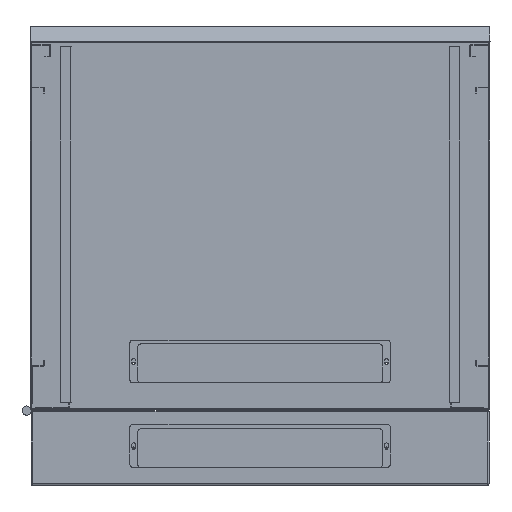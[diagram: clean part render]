
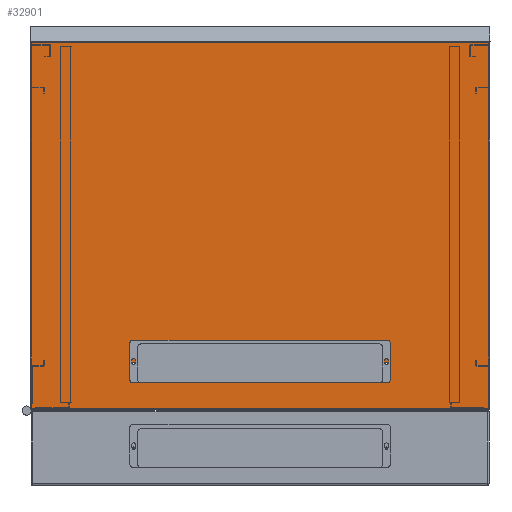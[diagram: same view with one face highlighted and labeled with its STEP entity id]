
A CAD part, front view. The second image highlights one B-rep face of the part: STEP entity #32901.
In plain terms, the highlighted face is planar.
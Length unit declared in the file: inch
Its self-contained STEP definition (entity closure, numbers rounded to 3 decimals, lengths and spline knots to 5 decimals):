
#845 = ORIENTED_EDGE ( 'NONE', *, *, #31157, .T. ) ;
#1026 = CARTESIAN_POINT ( 'NONE',  ( -11.76378, 7.28346, 0.06693 ) ) ;
#1044 = DIRECTION ( 'NONE',  ( 0., 0., 1. ) ) ;
#1133 = VECTOR ( 'NONE', #3018, 39.37008 ) ;
#1174 = AXIS2_PLACEMENT_3D ( 'NONE', #45419, #19160, #1044 ) ;
#2227 = VERTEX_POINT ( 'NONE', #31100 ) ;
#2314 = EDGE_CURVE ( 'NONE', #43917, #36845, #53345, .T. ) ;
#2833 = VECTOR ( 'NONE', #28056, 39.37008 ) ;
#3018 = DIRECTION ( 'NONE',  ( 0., 0., 1. ) ) ;
#3934 = VECTOR ( 'NONE', #56501, 39.37008 ) ;
#4518 = CARTESIAN_POINT ( 'NONE',  ( 6.29921, 7.28346, 0. ) ) ;
#4694 = CARTESIAN_POINT ( 'NONE',  ( 6.10236, 7.28346, 1.35827 ) ) ;
#5064 = EDGE_LOOP ( 'NONE', ( #50931, #845 ) ) ;
#5273 = ORIENTED_EDGE ( 'NONE', *, *, #2314, .T. ) ;
#5660 = CIRCLE ( 'NONE', #49828, 0.19685 ) ;
#8035 = CARTESIAN_POINT ( 'NONE',  ( 6.49606, 7.28346, 2.4252 ) ) ;
#8578 = ORIENTED_EDGE ( 'NONE', *, *, #36879, .T. ) ;
#8583 = CARTESIAN_POINT ( 'NONE',  ( -6.10236, 7.28346, 3.36614 ) ) ;
#9573 = ORIENTED_EDGE ( 'NONE', *, *, #54309, .T. ) ;
#10325 = AXIS2_PLACEMENT_3D ( 'NONE', #37335, #15695, #23770 ) ;
#11423 = VERTEX_POINT ( 'NONE', #8035 ) ;
#12114 = ORIENTED_EDGE ( 'NONE', *, *, #35819, .T. ) ;
#13029 = FACE_BOUND ( 'NONE', #42668, .T. ) ;
#13113 = LINE ( 'NONE', #22049, #2833 ) ;
#13891 = VECTOR ( 'NONE', #31769, 39.37008 ) ;
#14576 = CARTESIAN_POINT ( 'NONE',  ( -6.10236, 7.28346, 3.16929 ) ) ;
#15154 = CARTESIAN_POINT ( 'NONE',  ( -11.74409, 7.28346, 0. ) ) ;
#15695 = DIRECTION ( 'NONE',  ( 0., -1., 0. ) ) ;
#16402 = AXIS2_PLACEMENT_3D ( 'NONE', #56350, #42259, #20881 ) ;
#16756 = CARTESIAN_POINT ( 'NONE',  ( 11.74409, 7.28346, 0.06693 ) ) ;
#17072 = VERTEX_POINT ( 'NONE', #39823 ) ;
#17301 = LINE ( 'NONE', #26568, #3934 ) ;
#17341 = DIRECTION ( 'NONE',  ( 0., 0., -1. ) ) ;
#17603 = VERTEX_POINT ( 'NONE', #36187 ) ;
#17840 = VERTEX_POINT ( 'NONE', #55725 ) ;
#18363 = LINE ( 'NONE', #4518, #46834 ) ;
#18456 = LINE ( 'NONE', #39846, #13891 ) ;
#18597 = DIRECTION ( 'NONE',  ( -1., 0., 0. ) ) ;
#19160 = DIRECTION ( 'NONE',  ( 0., -1., 0. ) ) ;
#19616 = ORIENTED_EDGE ( 'NONE', *, *, #56837, .T. ) ;
#19819 = VERTEX_POINT ( 'NONE', #56810 ) ;
#19900 = DIRECTION ( 'NONE',  ( 0., 0., 1. ) ) ;
#20816 = ORIENTED_EDGE ( 'NONE', *, *, #24017, .T. ) ;
#20881 = DIRECTION ( 'NONE',  ( 0., 0., 1. ) ) ;
#22049 = CARTESIAN_POINT ( 'NONE',  ( -11.76378, 7.28346, 3.36614 ) ) ;
#22673 = DIRECTION ( 'NONE',  ( 0., 0., 1. ) ) ;
#22920 = LINE ( 'NONE', #1026, #39916 ) ;
#23087 = DIRECTION ( 'NONE',  ( 0., 0., 1. ) ) ;
#23477 = CARTESIAN_POINT ( 'NONE',  ( 6.10236, 7.28346, 3.36614 ) ) ;
#23770 = DIRECTION ( 'NONE',  ( 0., 0., 1. ) ) ;
#24017 = EDGE_CURVE ( 'NONE', #17072, #36694, #47570, .T. ) ;
#24469 = LINE ( 'NONE', #55301, #41253 ) ;
#24489 = ORIENTED_EDGE ( 'NONE', *, *, #41082, .T. ) ;
#24968 = LINE ( 'NONE', #15154, #1133 ) ;
#25073 = CARTESIAN_POINT ( 'NONE',  ( -11.74409, 7.28346, 0.06693 ) ) ;
#26342 = FACE_BOUND ( 'NONE', #41691, .T. ) ;
#26568 = CARTESIAN_POINT ( 'NONE',  ( -6.29921, 7.28346, 0. ) ) ;
#26966 = CIRCLE ( 'NONE', #10325, 0.06299 ) ;
#28056 = DIRECTION ( 'NONE',  ( -1., 0., 0. ) ) ;
#29779 = EDGE_LOOP ( 'NONE', ( #33085, #45324, #47910, #19616 ) ) ;
#29805 = VERTEX_POINT ( 'NONE', #54226 ) ;
#30440 = AXIS2_PLACEMENT_3D ( 'NONE', #14576, #53505, #22673 ) ;
#31100 = CARTESIAN_POINT ( 'NONE',  ( 6.49606, 7.28346, 2.29921 ) ) ;
#31157 = EDGE_CURVE ( 'NONE', #29805, #52546, #49045, .T. ) ;
#31247 = EDGE_CURVE ( 'NONE', #39620, #17840, #24968, .T. ) ;
#31700 = DIRECTION ( 'NONE',  ( 0., 0., 1. ) ) ;
#31769 = DIRECTION ( 'NONE',  ( 1., 0., 0. ) ) ;
#32262 = CARTESIAN_POINT ( 'NONE',  ( -6.10236, 7.28346, 1.55512 ) ) ;
#32487 = VERTEX_POINT ( 'NONE', #50724 ) ;
#32901 = ADVANCED_FACE ( 'NONE', ( #26342, #13029, #48500, #43368 ), #34392, .T. ) ;
#33085 = ORIENTED_EDGE ( 'NONE', *, *, #45458, .T. ) ;
#33189 = ORIENTED_EDGE ( 'NONE', *, *, #51234, .T. ) ;
#33321 = EDGE_CURVE ( 'NONE', #47035, #49031, #24469, .T. ) ;
#34392 = PLANE ( 'NONE',  #37488 ) ;
#34816 = DIRECTION ( 'NONE',  ( 0., 0., 1. ) ) ;
#34930 = CARTESIAN_POINT ( 'NONE',  ( 6.10236, 7.28346, 3.16929 ) ) ;
#35819 = EDGE_CURVE ( 'NONE', #36694, #43917, #13113, .T. ) ;
#36187 = CARTESIAN_POINT ( 'NONE',  ( 11.74409, 7.28346, 18.86991 ) ) ;
#36607 = EDGE_CURVE ( 'NONE', #52546, #29805, #26966, .T. ) ;
#36694 = VERTEX_POINT ( 'NONE', #23477 ) ;
#36845 = VERTEX_POINT ( 'NONE', #52825 ) ;
#36879 = EDGE_CURVE ( 'NONE', #49031, #19819, #56376, .T. ) ;
#36899 = DIRECTION ( 'NONE',  ( 1., 0., 0. ) ) ;
#37335 = CARTESIAN_POINT ( 'NONE',  ( -6.49606, 7.28346, 2.3622 ) ) ;
#37397 = EDGE_CURVE ( 'NONE', #52656, #39620, #22920, .T. ) ;
#37488 = AXIS2_PLACEMENT_3D ( 'NONE', #39599, #39297, #38759 ) ;
#38052 = EDGE_CURVE ( 'NONE', #11423, #2227, #46400, .T. ) ;
#38759 = DIRECTION ( 'NONE',  ( 0., 0., 1. ) ) ;
#38999 = CARTESIAN_POINT ( 'NONE',  ( 11.74409, 7.28346, 0. ) ) ;
#39297 = DIRECTION ( 'NONE',  ( 0., 1., 0. ) ) ;
#39599 = CARTESIAN_POINT ( 'NONE',  ( -11.76378, 7.28346, 0. ) ) ;
#39619 = CARTESIAN_POINT ( 'NONE',  ( 6.10236, 7.28346, 1.55512 ) ) ;
#39620 = VERTEX_POINT ( 'NONE', #25073 ) ;
#39823 = CARTESIAN_POINT ( 'NONE',  ( 6.29921, 7.28346, 3.16929 ) ) ;
#39846 = CARTESIAN_POINT ( 'NONE',  ( -11.76378, 7.28346, 18.86991 ) ) ;
#39916 = VECTOR ( 'NONE', #18597, 39.37008 ) ;
#40465 = EDGE_CURVE ( 'NONE', #32487, #47035, #5660, .T. ) ;
#40604 = DIRECTION ( 'NONE',  ( 0., -1., 0. ) ) ;
#40910 = AXIS2_PLACEMENT_3D ( 'NONE', #41526, #53888, #23087 ) ;
#41082 = EDGE_CURVE ( 'NONE', #36845, #32487, #17301, .T. ) ;
#41253 = VECTOR ( 'NONE', #36899, 39.37008 ) ;
#41526 = CARTESIAN_POINT ( 'NONE',  ( 6.49606, 7.28346, 2.3622 ) ) ;
#41691 = EDGE_LOOP ( 'NONE', ( #24489, #46488, #50070, #8578, #9573, #20816, #12114, #5273 ) ) ;
#42259 = DIRECTION ( 'NONE',  ( 0., -1., 0. ) ) ;
#42625 = AXIS2_PLACEMENT_3D ( 'NONE', #39619, #53947, #19900 ) ;
#42668 = EDGE_LOOP ( 'NONE', ( #55057, #33189 ) ) ;
#43144 = CIRCLE ( 'NONE', #16402, 0.06299 ) ;
#43348 = LINE ( 'NONE', #38999, #44082 ) ;
#43368 = FACE_OUTER_BOUND ( 'NONE', #29779, .T. ) ;
#43917 = VERTEX_POINT ( 'NONE', #8583 ) ;
#44082 = VECTOR ( 'NONE', #17341, 39.37008 ) ;
#45324 = ORIENTED_EDGE ( 'NONE', *, *, #37397, .T. ) ;
#45419 = CARTESIAN_POINT ( 'NONE',  ( -6.49606, 7.28346, 2.3622 ) ) ;
#45458 = EDGE_CURVE ( 'NONE', #17603, #52656, #43348, .T. ) ;
#46400 = CIRCLE ( 'NONE', #40910, 0.06299 ) ;
#46488 = ORIENTED_EDGE ( 'NONE', *, *, #40465, .T. ) ;
#46834 = VECTOR ( 'NONE', #34816, 39.37008 ) ;
#47035 = VERTEX_POINT ( 'NONE', #50256 ) ;
#47570 = CIRCLE ( 'NONE', #49413, 0.19685 ) ;
#47910 = ORIENTED_EDGE ( 'NONE', *, *, #31247, .T. ) ;
#48500 = FACE_BOUND ( 'NONE', #5064, .T. ) ;
#49031 = VERTEX_POINT ( 'NONE', #4694 ) ;
#49045 = CIRCLE ( 'NONE', #1174, 0.06299 ) ;
#49413 = AXIS2_PLACEMENT_3D ( 'NONE', #34930, #52773, #51648 ) ;
#49828 = AXIS2_PLACEMENT_3D ( 'NONE', #32262, #40604, #31700 ) ;
#50070 = ORIENTED_EDGE ( 'NONE', *, *, #33321, .T. ) ;
#50172 = CARTESIAN_POINT ( 'NONE',  ( -6.49606, 7.28346, 2.4252 ) ) ;
#50256 = CARTESIAN_POINT ( 'NONE',  ( -6.10236, 7.28346, 1.35827 ) ) ;
#50724 = CARTESIAN_POINT ( 'NONE',  ( -6.29921, 7.28346, 1.55512 ) ) ;
#50931 = ORIENTED_EDGE ( 'NONE', *, *, #36607, .T. ) ;
#51234 = EDGE_CURVE ( 'NONE', #2227, #11423, #43144, .T. ) ;
#51648 = DIRECTION ( 'NONE',  ( 0., 0., 1. ) ) ;
#52546 = VERTEX_POINT ( 'NONE', #50172 ) ;
#52656 = VERTEX_POINT ( 'NONE', #16756 ) ;
#52773 = DIRECTION ( 'NONE',  ( 0., -1., 0. ) ) ;
#52825 = CARTESIAN_POINT ( 'NONE',  ( -6.29921, 7.28346, 3.16929 ) ) ;
#53345 = CIRCLE ( 'NONE', #30440, 0.19685 ) ;
#53505 = DIRECTION ( 'NONE',  ( 0., -1., 0. ) ) ;
#53888 = DIRECTION ( 'NONE',  ( 0., -1., 0. ) ) ;
#53947 = DIRECTION ( 'NONE',  ( 0., -1., 0. ) ) ;
#54226 = CARTESIAN_POINT ( 'NONE',  ( -6.49606, 7.28346, 2.29921 ) ) ;
#54309 = EDGE_CURVE ( 'NONE', #19819, #17072, #18363, .T. ) ;
#55057 = ORIENTED_EDGE ( 'NONE', *, *, #38052, .T. ) ;
#55301 = CARTESIAN_POINT ( 'NONE',  ( -11.76378, 7.28346, 1.35827 ) ) ;
#55725 = CARTESIAN_POINT ( 'NONE',  ( -11.74409, 7.28346, 18.86991 ) ) ;
#56350 = CARTESIAN_POINT ( 'NONE',  ( 6.49606, 7.28346, 2.3622 ) ) ;
#56376 = CIRCLE ( 'NONE', #42625, 0.19685 ) ;
#56501 = DIRECTION ( 'NONE',  ( 0., 0., -1. ) ) ;
#56810 = CARTESIAN_POINT ( 'NONE',  ( 6.29921, 7.28346, 1.55512 ) ) ;
#56837 = EDGE_CURVE ( 'NONE', #17840, #17603, #18456, .T. ) ;
